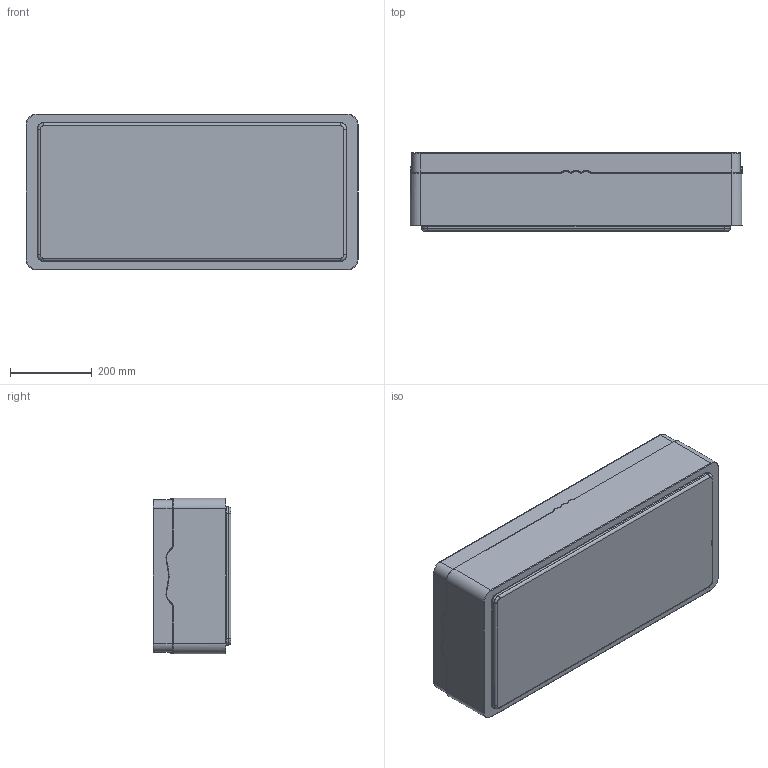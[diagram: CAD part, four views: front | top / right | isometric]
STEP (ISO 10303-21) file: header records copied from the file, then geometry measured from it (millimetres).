
FILE_DESCRIPTION((''),'2;1');
FILE_NAME('105650S_WSM','2025-06-20T11:59:44',('SYSTEM'),(''),'CREO PARAMETRIC BY PTC INC, 2023294','CREO PARAMETRIC BY PTC INC, 2023294','');
FILE_SCHEMA(('CONFIG_CONTROL_DESIGN'));
Length unit declared in the file: inch
Products named in the file (1): 105650S_WSM
Bounding box: 811.53 x 190.5 x 379.73 mm (x, y, z)
Volume: 9612595.9 mm3; surface area: 1430151.7 mm2
Topology: 1 solids, 1 shells, 264 faces, 600 edges, 340 vertices
Faces by surface type: bspline 92, cylinder 64, torus 40, plane 36, cone 24, extrusion 8
Entity records: 18586 total; most frequent: CARTESIAN_POINT 13273, ORIENTED_EDGE 1200, DIRECTION 974, EDGE_CURVE 600, AXIS2_PLACEMENT_3D 399, VERTEX_POINT 340, EDGE_LOOP 266, FACE_OUTER_BOUND 264
